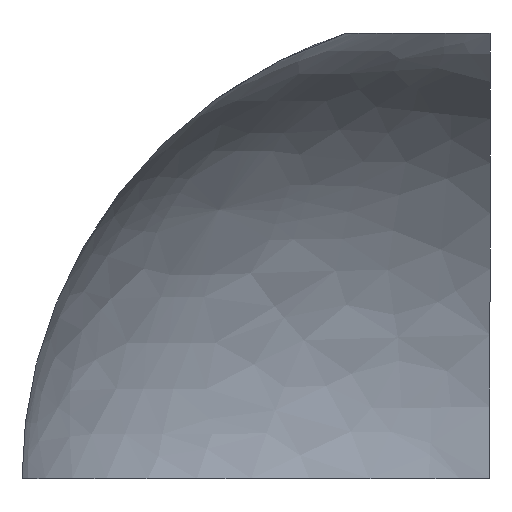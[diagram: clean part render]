
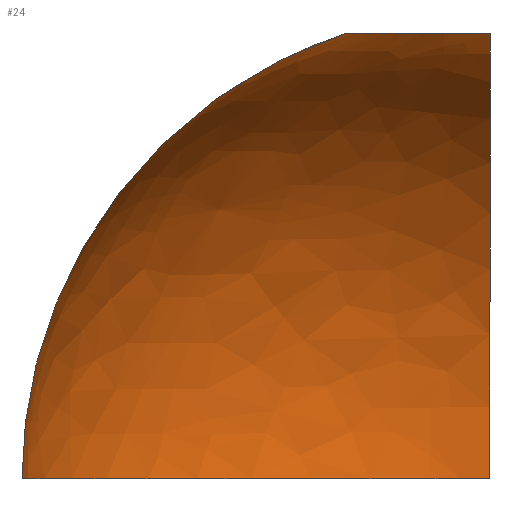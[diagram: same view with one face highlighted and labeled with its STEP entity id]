
A CAD part, left-side view. The second image highlights one B-rep face of the part: STEP entity #24.
In plain terms, the highlighted free-form (B-spline) face has degree [2, 2] with [3, 3] control points.
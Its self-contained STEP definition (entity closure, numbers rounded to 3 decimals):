
#24=ADVANCED_FACE('',(#25),#59,.T.);
#25=FACE_OUTER_BOUND('',#26,.T.);
#26=EDGE_LOOP('',(#27,#28,#29,#30));
#27=ORIENTED_EDGE('',*,*,#47,.T.);
#28=ORIENTED_EDGE('',*,*,#48,.T.);
#29=ORIENTED_EDGE('',*,*,#49,.T.);
#30=ORIENTED_EDGE('',*,*,#50,.T.);
#31=PCURVE('',#59,#35);
#32=PCURVE('',#59,#36);
#33=PCURVE('',#59,#37);
#34=PCURVE('',#59,#38);
#35=DEFINITIONAL_REPRESENTATION('',(#39),#120);
#36=DEFINITIONAL_REPRESENTATION('',(#40),#120);
#37=DEFINITIONAL_REPRESENTATION('',(#41),#120);
#38=DEFINITIONAL_REPRESENTATION('',(#42),#120);
#39=B_SPLINE_CURVE_WITH_KNOTS('',1,(#102,#103),.UNSPECIFIED.,.F.,.F.,(2,
2),(-12.566,0.),.UNSPECIFIED.);
#40=B_SPLINE_CURVE_WITH_KNOTS('',1,(#107,#108),.UNSPECIFIED.,.F.,.F.,(2,
2),(0.,15.708),.UNSPECIFIED.);
#41=B_SPLINE_CURVE_WITH_KNOTS('',1,(#112,#113),.UNSPECIFIED.,.F.,.F.,(2,
2),(0.,12.566),.UNSPECIFIED.);
#42=B_SPLINE_CURVE_WITH_KNOTS('',1,(#117,#118),.UNSPECIFIED.,.F.,.F.,(2,
2),(0.,9.223),.UNSPECIFIED.);
#43=SURFACE_CURVE('',#51,(#31),.PCURVE_S1.);
#44=SURFACE_CURVE('',#52,(#32),.PCURVE_S1.);
#45=SURFACE_CURVE('',#53,(#33),.PCURVE_S1.);
#46=SURFACE_CURVE('',#54,(#34),.PCURVE_S1.);
#47=EDGE_CURVE('',#57,#55,#43,.T.);
#48=EDGE_CURVE('',#55,#56,#44,.T.);
#49=EDGE_CURVE('',#56,#58,#45,.T.);
#50=EDGE_CURVE('',#58,#57,#46,.T.);
#51=(
BOUNDED_CURVE()
B_SPLINE_CURVE(2,(#99,#100,#101),.UNSPECIFIED.,.F.,.F.)
B_SPLINE_CURVE_WITH_KNOTS((3,3),(-12.566,0.),.UNSPECIFIED.)
CURVE()
GEOMETRIC_REPRESENTATION_ITEM()
RATIONAL_B_SPLINE_CURVE((1.,0.809,1.))
REPRESENTATION_ITEM('')
);
#52=(
BOUNDED_CURVE()
B_SPLINE_CURVE(2,(#104,#105,#106),.UNSPECIFIED.,.F.,.F.)
B_SPLINE_CURVE_WITH_KNOTS((3,3),(0.,15.708),.UNSPECIFIED.)
CURVE()
GEOMETRIC_REPRESENTATION_ITEM()
RATIONAL_B_SPLINE_CURVE((1.,0.707,1.))
REPRESENTATION_ITEM('')
);
#53=(
BOUNDED_CURVE()
B_SPLINE_CURVE(2,(#109,#110,#111),.UNSPECIFIED.,.F.,.F.)
B_SPLINE_CURVE_WITH_KNOTS((3,3),(0.,12.566),.UNSPECIFIED.)
CURVE()
GEOMETRIC_REPRESENTATION_ITEM()
RATIONAL_B_SPLINE_CURVE((1.,0.809,1.))
REPRESENTATION_ITEM('')
);
#54=(
BOUNDED_CURVE()
B_SPLINE_CURVE(2,(#114,#115,#116),.UNSPECIFIED.,.F.,.F.)
B_SPLINE_CURVE_WITH_KNOTS((3,3),(0.,9.223),.UNSPECIFIED.)
CURVE()
GEOMETRIC_REPRESENTATION_ITEM()
RATIONAL_B_SPLINE_CURVE((1.,0.707,1.))
REPRESENTATION_ITEM('')
);
#55=VERTEX_POINT('',#95);
#56=VERTEX_POINT('',#96);
#57=VERTEX_POINT('',#97);
#58=VERTEX_POINT('',#98);
#59=(
BOUNDED_SURFACE()
B_SPLINE_SURFACE(2,2,((#86,#87,#88),(#89,#90,#91),(#92,#93,#94)),
 .UNSPECIFIED.,.F.,.F.,.F.)
B_SPLINE_SURFACE_WITH_KNOTS((3,3),(3,3),(0.,15.708),(0.,15.708),
 .UNSPECIFIED.)
GEOMETRIC_REPRESENTATION_ITEM()
RATIONAL_B_SPLINE_SURFACE(((1.,0.707,1.),(0.707,
0.5,0.707),(1.,0.707,1.)))
REPRESENTATION_ITEM('')
SURFACE()
);
#86=CARTESIAN_POINT('',(0.,10.,0.));
#87=CARTESIAN_POINT('',(0.,10.,10.));
#88=CARTESIAN_POINT('',(0.,0.,10.));
#89=CARTESIAN_POINT('',(10.,10.,0.));
#90=CARTESIAN_POINT('',(10.,10.,10.));
#91=CARTESIAN_POINT('',(0.,0.,10.));
#92=CARTESIAN_POINT('',(10.,0.,0.));
#93=CARTESIAN_POINT('',(10.,0.,10.));
#94=CARTESIAN_POINT('',(0.,0.,10.));
#95=CARTESIAN_POINT('',(0.,10.,0.));
#96=CARTESIAN_POINT('',(10.,0.,0.));
#97=CARTESIAN_POINT('',(0.,3.09,9.511));
#98=CARTESIAN_POINT('',(3.09,0.,9.511));
#99=CARTESIAN_POINT('',(0.,3.09,9.511));
#100=CARTESIAN_POINT('',(0.,10.,7.265));
#101=CARTESIAN_POINT('',(0.,10.,0.));
#102=CARTESIAN_POINT('',(0.,12.406));
#103=CARTESIAN_POINT('',(0.,0.));
#104=CARTESIAN_POINT('',(0.,10.,0.));
#105=CARTESIAN_POINT('',(10.,10.,0.));
#106=CARTESIAN_POINT('',(10.,0.,0.));
#107=CARTESIAN_POINT('',(0.,0.));
#108=CARTESIAN_POINT('',(15.708,0.));
#109=CARTESIAN_POINT('',(10.,0.,0.));
#110=CARTESIAN_POINT('',(10.,0.,7.265));
#111=CARTESIAN_POINT('',(3.09,0.,9.511));
#112=CARTESIAN_POINT('',(15.708,0.));
#113=CARTESIAN_POINT('',(15.708,12.406));
#114=CARTESIAN_POINT('',(3.09,0.,9.511));
#115=CARTESIAN_POINT('',(3.09,3.09,9.511));
#116=CARTESIAN_POINT('',(0.,3.09,9.511));
#117=CARTESIAN_POINT('',(15.708,12.406));
#118=CARTESIAN_POINT('',(0.,12.406));
#120=(
GEOMETRIC_REPRESENTATION_CONTEXT(2)
PARAMETRIC_REPRESENTATION_CONTEXT()
REPRESENTATION_CONTEXT('pspace','')
);
